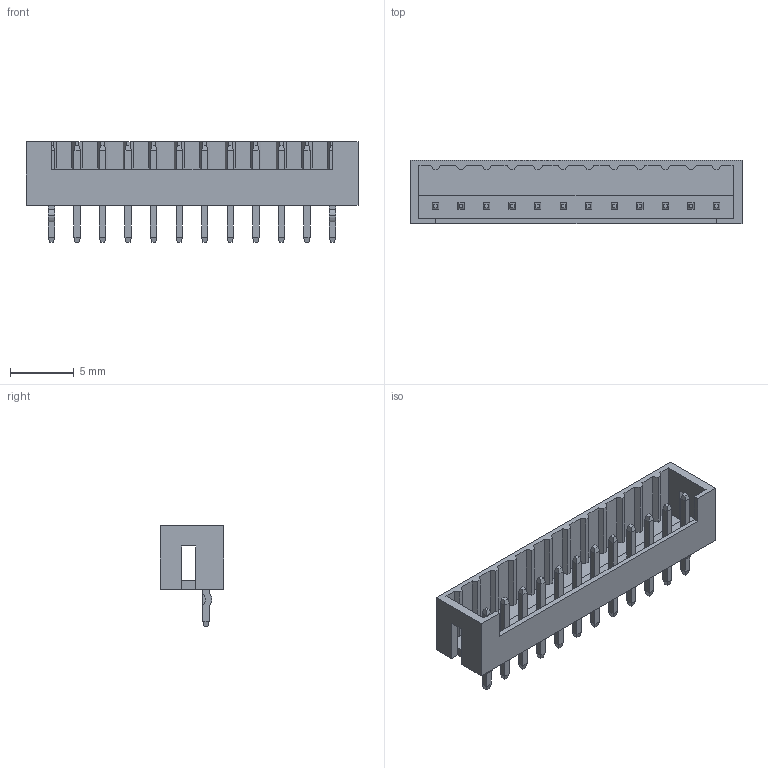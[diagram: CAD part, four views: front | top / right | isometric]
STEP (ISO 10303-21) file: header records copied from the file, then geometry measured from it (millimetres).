
FILE_DESCRIPTION (( 'STEP AP203' ), '1' );
FILE_NAME ('CONNMDF3A12P2DSA()_CONNMDF3A12P2DSA_Default_sldprt.STEP', '2016-06-02T17:07:43', ( 'Shusen Zhang' ), ( 'MathWorks' ), 'SwSTEP 2.0', 'SolidWorks 2015', '' );
FILE_SCHEMA (( 'CONFIG_CONTROL_DESIGN' ));
Length unit declared in the file: millimetre
Products named in the file (1): CONNMDF3A12P2DSA()_CONNMDF3A12P2DSA_Default_sldprt
Bounding box: 26 x 5 x 7.9 mm (x, y, z)
Volume: 248.1 mm3; surface area: 872.6 mm2
Topology: 1 solids, 1 shells, 298 faces, 730 edges, 454 vertices
Faces by surface type: plane 290, cylinder 8
Entity records: 8551 total; most frequent: CARTESIAN_POINT 1483, ORIENTED_EDGE 1460, DIRECTION 1344, EDGE_CURVE 730, VECTOR 714, LINE 714, VERTEX_POINT 454, EDGE_LOOP 322
